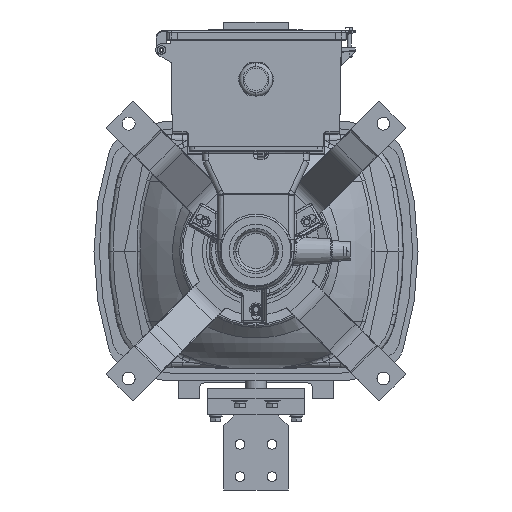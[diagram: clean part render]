
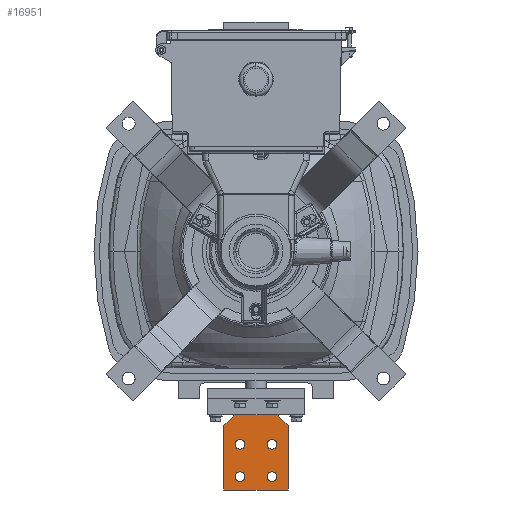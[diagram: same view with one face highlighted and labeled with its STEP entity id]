
A CAD part, front view. The second image highlights one B-rep face of the part: STEP entity #16951.
In plain terms, the highlighted planar face has unit normal (0, -1, 0).
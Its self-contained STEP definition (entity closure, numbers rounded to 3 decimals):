
#1798 = VERTEX_POINT ( 'NONE', #60355 ) ;
#1800 = VERTEX_POINT ( 'NONE', #60415 ) ;
#1804 = VERTEX_POINT ( 'NONE', #60378 ) ;
#1806 = VERTEX_POINT ( 'NONE', #60377 ) ;
#1807 = VERTEX_POINT ( 'NONE', #60383 ) ;
#1830 = VERTEX_POINT ( 'NONE', #60292 ) ;
#1831 = VERTEX_POINT ( 'NONE', #60421 ) ;
#1833 = VERTEX_POINT ( 'NONE', #60409 ) ;
#1844 = VERTEX_POINT ( 'NONE', #60330 ) ;
#1848 = VERTEX_POINT ( 'NONE', #60319 ) ;
#1864 = VERTEX_POINT ( 'NONE', #60283 ) ;
#1866 = VERTEX_POINT ( 'NONE', #60359 ) ;
#1880 = VERTEX_POINT ( 'NONE', #60311 ) ;
#1888 = VERTEX_POINT ( 'NONE', #60390 ) ;
#9630 = CIRCLE ( 'NONE', #64186, 9. ) ;
#9631 = CIRCLE ( 'NONE', #64207, 9. ) ;
#9634 = LINE ( 'NONE', #83716, #9646 ) ;
#9636 = VECTOR ( 'NONE', #83426, 1000. ) ;
#9639 = LINE ( 'NONE', #83494, #9636 ) ;
#9646 = VECTOR ( 'NONE', #83781, 1000. ) ;
#9670 = LINE ( 'NONE', #84105, #9691 ) ;
#9671 = CIRCLE ( 'NONE', #64212, 9. ) ;
#9691 = VECTOR ( 'NONE', #84112, 1000. ) ;
#9696 = CIRCLE ( 'NONE', #64219, 9. ) ;
#9701 = CIRCLE ( 'NONE', #64292, 9. ) ;
#9704 = CIRCLE ( 'NONE', #64271, 9. ) ;
#9716 = LINE ( 'NONE', #84258, #9722 ) ;
#9722 = VECTOR ( 'NONE', #84136, 1000. ) ;
#9753 = VECTOR ( 'NONE', #84771, 1000. ) ;
#9763 = LINE ( 'NONE', #84676, #9753 ) ;
#9766 = CIRCLE ( 'NONE', #64268, 9. ) ;
#9805 = LINE ( 'NONE', #84808, #9814 ) ;
#9814 = VECTOR ( 'NONE', #84958, 1000. ) ;
#9819 = CIRCLE ( 'NONE', #64250, 9. ) ;
#16951 = ADVANCED_FACE ( 'NONE', ( #142330, #142269, #142288, #142249, #142234 ), #62398, .F. ) ;
#24769 = ORIENTED_EDGE ( 'NONE', *, *, #92206, .F. ) ;
#24772 = ORIENTED_EDGE ( 'NONE', *, *, #92600, .T. ) ;
#24783 = ORIENTED_EDGE ( 'NONE', *, *, #92137, .F. ) ;
#24788 = ORIENTED_EDGE ( 'NONE', *, *, #92477, .F. ) ;
#24789 = ORIENTED_EDGE ( 'NONE', *, *, #92405, .T. ) ;
#24792 = ORIENTED_EDGE ( 'NONE', *, *, #92343, .F. ) ;
#24797 = ORIENTED_EDGE ( 'NONE', *, *, #92292, .T. ) ;
#24799 = ORIENTED_EDGE ( 'NONE', *, *, #92571, .F. ) ;
#24803 = ORIENTED_EDGE ( 'NONE', *, *, #92313, .F. ) ;
#24841 = ORIENTED_EDGE ( 'NONE', *, *, #92427, .T. ) ;
#60283 = CARTESIAN_POINT ( 'NONE',  ( 40., 1789., -305.4 ) ) ;
#60292 = CARTESIAN_POINT ( 'NONE',  ( 60., 1789., -325.4 ) ) ;
#60311 = CARTESIAN_POINT ( 'NONE',  ( 30., 1789., -429.4 ) ) ;
#60319 = CARTESIAN_POINT ( 'NONE',  ( -30., 1789., -369.4 ) ) ;
#60330 = CARTESIAN_POINT ( 'NONE',  ( -60., 1789., -325.4 ) ) ;
#60355 = CARTESIAN_POINT ( 'NONE',  ( -30., 1789., -351.4 ) ) ;
#60359 = CARTESIAN_POINT ( 'NONE',  ( -40., 1789., -305.4 ) ) ;
#60377 = CARTESIAN_POINT ( 'NONE',  ( -30., 1789., -411.4 ) ) ;
#60378 = CARTESIAN_POINT ( 'NONE',  ( 30., 1789., -369.4 ) ) ;
#60383 = CARTESIAN_POINT ( 'NONE',  ( 60., 1789., -445.4 ) ) ;
#60390 = CARTESIAN_POINT ( 'NONE',  ( -60., 1789., -445.4 ) ) ;
#60409 = CARTESIAN_POINT ( 'NONE',  ( 30., 1789., -411.4 ) ) ;
#60415 = CARTESIAN_POINT ( 'NONE',  ( 30., 1789., -351.4 ) ) ;
#60421 = CARTESIAN_POINT ( 'NONE',  ( -30., 1789., -429.4 ) ) ;
#62381 = CARTESIAN_POINT ( 'NONE',  ( -60., 1789., -445.4 ) ) ;
#62388 = DIRECTION ( 'NONE',  ( 0., 0., 1. ) ) ;
#62398 = PLANE ( 'NONE',  #119486 ) ;
#62399 = DIRECTION ( 'NONE',  ( 0., 1., 0. ) ) ;
#64186 = AXIS2_PLACEMENT_3D ( 'NONE', #83614, #83616, #83695 ) ;
#64207 = AXIS2_PLACEMENT_3D ( 'NONE', #83418, #83533, #83538 ) ;
#64212 = AXIS2_PLACEMENT_3D ( 'NONE', #83907, #84095, #84176 ) ;
#64219 = AXIS2_PLACEMENT_3D ( 'NONE', #84165, #84249, #84119 ) ;
#64250 = AXIS2_PLACEMENT_3D ( 'NONE', #84998, #85083, #85038 ) ;
#64268 = AXIS2_PLACEMENT_3D ( 'NONE', #84899, #84907, #84896 ) ;
#64271 = AXIS2_PLACEMENT_3D ( 'NONE', #84562, #84535, #84556 ) ;
#64292 = AXIS2_PLACEMENT_3D ( 'NONE', #84521, #84565, #84499 ) ;
#83418 = CARTESIAN_POINT ( 'NONE',  ( -30., 1789., -420.4 ) ) ;
#83426 = DIRECTION ( 'NONE',  ( 0., 0., 1. ) ) ;
#83494 = CARTESIAN_POINT ( 'NONE',  ( -60., 1789., -445.4 ) ) ;
#83533 = DIRECTION ( 'NONE',  ( 0., 1., 0. ) ) ;
#83538 = DIRECTION ( 'NONE',  ( 0., 0., 1. ) ) ;
#83614 = CARTESIAN_POINT ( 'NONE',  ( 30., 1789., -420.4 ) ) ;
#83616 = DIRECTION ( 'NONE',  ( 0., 1., 0. ) ) ;
#83695 = DIRECTION ( 'NONE',  ( 0., 0., 1. ) ) ;
#83716 = CARTESIAN_POINT ( 'NONE',  ( 60., 1789., -445.4 ) ) ;
#83781 = DIRECTION ( 'NONE',  ( -1., 0., 0. ) ) ;
#83907 = CARTESIAN_POINT ( 'NONE',  ( -30., 1789., -360.4 ) ) ;
#84095 = DIRECTION ( 'NONE',  ( 0., 1., 0. ) ) ;
#84105 = CARTESIAN_POINT ( 'NONE',  ( -40., 1789., -305.4 ) ) ;
#84112 = DIRECTION ( 'NONE',  ( 0.707, 0., 0.707 ) ) ;
#84119 = DIRECTION ( 'NONE',  ( 0., 0., 1. ) ) ;
#84136 = DIRECTION ( 'NONE',  ( 0., 0., -1. ) ) ;
#84165 = CARTESIAN_POINT ( 'NONE',  ( -30., 1789., -420.4 ) ) ;
#84176 = DIRECTION ( 'NONE',  ( 0., 0., 1. ) ) ;
#84249 = DIRECTION ( 'NONE',  ( 0., 1., 0. ) ) ;
#84258 = CARTESIAN_POINT ( 'NONE',  ( 60., 1789., -445.4 ) ) ;
#84499 = DIRECTION ( 'NONE',  ( 0., 0., 1. ) ) ;
#84521 = CARTESIAN_POINT ( 'NONE',  ( 30., 1789., -360.4 ) ) ;
#84535 = DIRECTION ( 'NONE',  ( 0., 1., 0. ) ) ;
#84556 = DIRECTION ( 'NONE',  ( 0., 0., 1. ) ) ;
#84562 = CARTESIAN_POINT ( 'NONE',  ( -30., 1789., -360.4 ) ) ;
#84565 = DIRECTION ( 'NONE',  ( 0., 1., 0. ) ) ;
#84676 = CARTESIAN_POINT ( 'NONE',  ( 60., 1789., -325.4 ) ) ;
#84771 = DIRECTION ( 'NONE',  ( 0.707, 0., -0.707 ) ) ;
#84808 = CARTESIAN_POINT ( 'NONE',  ( 40., 1789., -305.4 ) ) ;
#84896 = DIRECTION ( 'NONE',  ( 0., 0., 1. ) ) ;
#84899 = CARTESIAN_POINT ( 'NONE',  ( 30., 1789., -420.4 ) ) ;
#84907 = DIRECTION ( 'NONE',  ( 0., 1., 0. ) ) ;
#84958 = DIRECTION ( 'NONE',  ( 1., 0., 0. ) ) ;
#84998 = CARTESIAN_POINT ( 'NONE',  ( 30., 1789., -360.4 ) ) ;
#85038 = DIRECTION ( 'NONE',  ( 0., 0., 1. ) ) ;
#85083 = DIRECTION ( 'NONE',  ( 0., 1., 0. ) ) ;
#92127 = EDGE_CURVE ( 'NONE', #1806, #1831, #9631, .T. ) ;
#92137 = EDGE_CURVE ( 'NONE', #1888, #1844, #9639, .T. ) ;
#92172 = EDGE_CURVE ( 'NONE', #1880, #1833, #9630, .T. ) ;
#92206 = EDGE_CURVE ( 'NONE', #1807, #1888, #9634, .T. ) ;
#92292 = EDGE_CURVE ( 'NONE', #1848, #1798, #9671, .T. ) ;
#92313 = EDGE_CURVE ( 'NONE', #1844, #1866, #9670, .T. ) ;
#92318 = EDGE_CURVE ( 'NONE', #1831, #1806, #9696, .T. ) ;
#92343 = EDGE_CURVE ( 'NONE', #1830, #1807, #9716, .T. ) ;
#92405 = EDGE_CURVE ( 'NONE', #1798, #1848, #9704, .T. ) ;
#92427 = EDGE_CURVE ( 'NONE', #1804, #1800, #9701, .T. ) ;
#92477 = EDGE_CURVE ( 'NONE', #1864, #1830, #9763, .T. ) ;
#92516 = EDGE_CURVE ( 'NONE', #1833, #1880, #9766, .T. ) ;
#92571 = EDGE_CURVE ( 'NONE', #1866, #1864, #9805, .T. ) ;
#92600 = EDGE_CURVE ( 'NONE', #1800, #1804, #9819, .T. ) ;
#99722 = ORIENTED_EDGE ( 'NONE', *, *, #92516, .T. ) ;
#99732 = ORIENTED_EDGE ( 'NONE', *, *, #92172, .T. ) ;
#99770 = ORIENTED_EDGE ( 'NONE', *, *, #92318, .T. ) ;
#99811 = ORIENTED_EDGE ( 'NONE', *, *, #92127, .T. ) ;
#119486 = AXIS2_PLACEMENT_3D ( 'NONE', #62381, #62399, #62388 ) ;
#129729 = EDGE_LOOP ( 'NONE', ( #99732, #99722 ) ) ;
#129748 = EDGE_LOOP ( 'NONE', ( #24841, #24772 ) ) ;
#129756 = EDGE_LOOP ( 'NONE', ( #24797, #24789 ) ) ;
#129762 = EDGE_LOOP ( 'NONE', ( #99770, #99811 ) ) ;
#129813 = EDGE_LOOP ( 'NONE', ( #24769, #24792, #24788, #24799, #24803, #24783 ) ) ;
#142234 = FACE_BOUND ( 'NONE', #129756, .T. ) ;
#142249 = FACE_BOUND ( 'NONE', #129748, .T. ) ;
#142269 = FACE_BOUND ( 'NONE', #129729, .T. ) ;
#142288 = FACE_OUTER_BOUND ( 'NONE', #129813, .T. ) ;
#142330 = FACE_BOUND ( 'NONE', #129762, .T. ) ;
